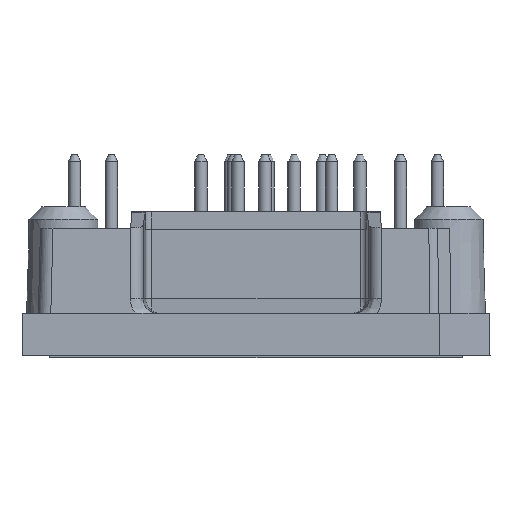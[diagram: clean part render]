
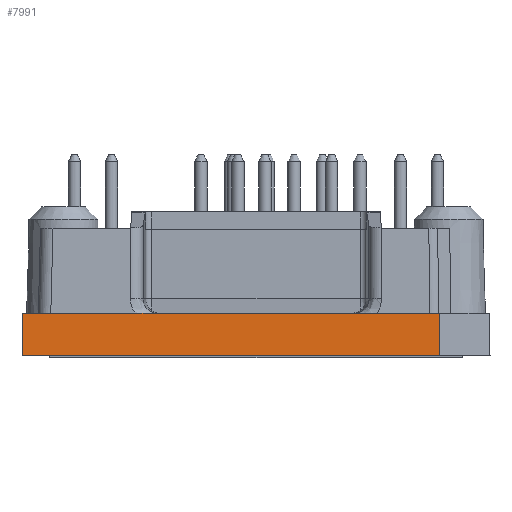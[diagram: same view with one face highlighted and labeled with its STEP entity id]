
A CAD part, left-side view. The second image highlights one B-rep face of the part: STEP entity #7991.
In plain terms, the highlighted planar face has unit normal (-1, 0, 0.018).
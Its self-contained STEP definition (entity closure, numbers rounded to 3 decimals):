
#1850=ORIENTED_EDGE('',*,*,#3553,.T.);
#1851=ORIENTED_EDGE('',*,*,#3554,.F.);
#1852=ORIENTED_EDGE('',*,*,#3551,.T.);
#1853=ORIENTED_EDGE('',*,*,#3504,.T.);
#3504=EDGE_CURVE('',#4432,#4436,#5209,.F.);
#3551=EDGE_CURVE('',#4477,#4432,#5248,.T.);
#3553=EDGE_CURVE('',#4436,#4478,#5250,.F.);
#3554=EDGE_CURVE('',#4477,#4478,#5251,.F.);
#4432=VERTEX_POINT('',#16496);
#4436=VERTEX_POINT('',#16504);
#4477=VERTEX_POINT('',#16600);
#4478=VERTEX_POINT('',#16604);
#5209=LINE('',#16505,#5846);
#5248=LINE('',#16599,#5885);
#5250=LINE('',#16603,#5887);
#5251=LINE('',#16605,#5888);
#5846=VECTOR('',#12226,1000.);
#5885=VECTOR('',#12295,1000.);
#5887=VECTOR('',#12299,1000.);
#5888=VECTOR('',#12300,1000.);
#6290=EDGE_LOOP('',(#1850,#1851,#1852,#1853));
#7005=FACE_BOUND('',#6290,.T.);
#7628=PLANE('',#10942);
#7991=ADVANCED_FACE('',(#7005),#7628,.T.);
#10942=AXIS2_PLACEMENT_3D('',#16602,#12297,#12298);
#12226=DIRECTION('',(0.,1.,0.));
#12295=DIRECTION('',(-0.017,0.017,-1.));
#12297=DIRECTION('',(-1.,0.,0.017));
#12298=DIRECTION('',(0.017,0.,1.));
#12299=DIRECTION('',(-0.017,-0.007,-1.));
#12300=DIRECTION('',(0.,1.,0.));
#16496=CARTESIAN_POINT('',(-41.,18.7,0.));
#16504=CARTESIAN_POINT('',(-41.,-14.7,0.));
#16505=CARTESIAN_POINT('',(-41.,0.,0.));
#16599=CARTESIAN_POINT('',(-40.994,18.694,0.326));
#16600=CARTESIAN_POINT('',(-40.941,18.641,3.4));
#16602=CARTESIAN_POINT('',(-41.,0.,0.));
#16603=CARTESIAN_POINT('',(-40.998,-14.699,0.134));
#16604=CARTESIAN_POINT('',(-40.941,-14.675,3.4));
#16605=CARTESIAN_POINT('',(-40.941,0.,3.4));
